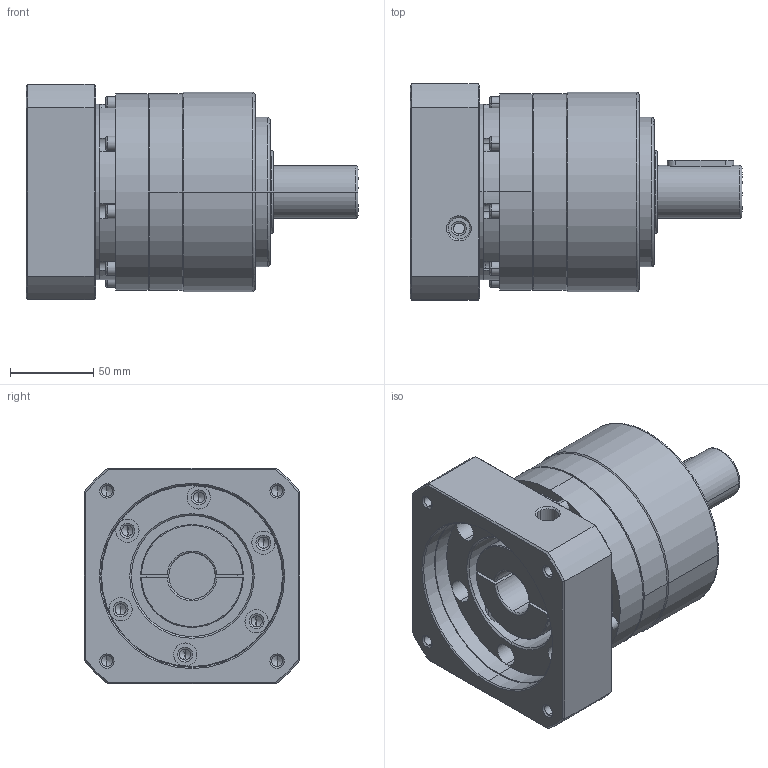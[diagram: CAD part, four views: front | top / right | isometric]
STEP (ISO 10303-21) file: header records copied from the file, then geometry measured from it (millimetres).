
FILE_DESCRIPTION (( 'STEP AP214' ), '1' );
FILE_NAME ('PE120-L1-28-110-145M8.STEP', '2024-01-06T05:13:35', ( 'admin' ), ( '' ), 'SwSTEP 2.0', 'SolidWorks 2013', '' );
FILE_SCHEMA (( 'AUTOMOTIVE_DESIGN' ));
Length unit declared in the file: millimetre
Products named in the file (4): PE120-L1-28-110-145M8; PB115_X2_58F34F537AEF_X0_; PB115-110-145M8; PE120
Assembly tree (3 placements, depth 2):
  PE120-L1-28-110-145M8
    PB115_X2_58F34F537AEF_X0_
    PB115-110-145M8
    PE120
Bounding box: 200 x 130 x 130 mm (x, y, z)
Volume: 1528896.6 mm3; surface area: 178653.6 mm2
Topology: 3 solids, 3 shells, 481 faces, 1154 edges, 679 vertices
Faces by surface type: cylinder 195, cone 137, plane 118, bspline 31
Entity records: 20220 total; most frequent: CARTESIAN_POINT 3917, DIRECTION 2375, ORIENTED_EDGE 2160, EDGE_CURVE 1080, AXIS2_PLACEMENT_3D 931, VERTEX_POINT 673, EDGE_LOOP 575, LINE 513
